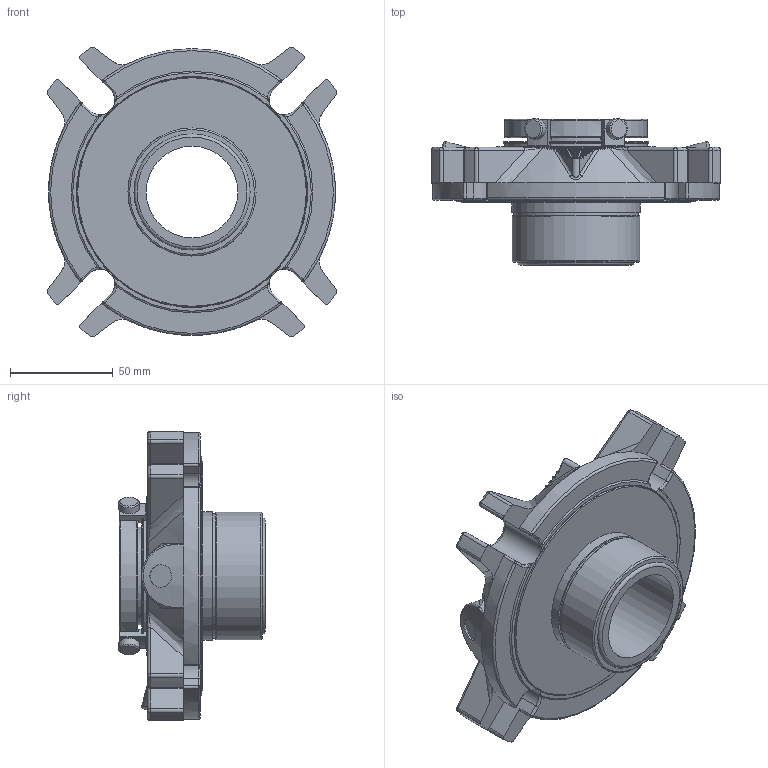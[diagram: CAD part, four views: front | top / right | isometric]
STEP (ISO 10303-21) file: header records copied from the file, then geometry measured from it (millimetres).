
FILE_DESCRIPTION(/* description */ ('Unknown'),/* implementation_level */ '2;1');
FILE_NAME(/* name */ '1.750 CSSN ANSI SEAL ARRANGEMENT',/* time_stamp */ '2023-05-19T12:27:12+01:00',/* author */ ('Unknown'),/* organization */ ('Unknown'),/* preprocessor_version */ 'ST-DEVELOPER v18.102',/* originating_system */ 'Solid Edge',/* authorisation */ 'Unknown');
FILE_SCHEMA (('AUTOMOTIVE_DESIGN {1 0 10303 214 3 1 1}'));
Length unit declared in the file: millimetre
Products named in the file (1): 1.750
Bounding box: 140.88 x 71.27 x 140.88 mm (x, y, z)
Volume: 413451.4 mm3; surface area: 70828.4 mm2
Topology: 1 solids, 1 shells, 625 faces, 1542 edges, 905 vertices
Faces by surface type: cylinder 208, plane 154, bspline 107, torus 90, sphere 39, cone 27
Full cylindrical faces by diameter (mm): 3.096 x1, 10 x4, 10.998 x3, 44.45 x1, 47.6 x1, 56.388 x1, 60.427 x1, 62.179 x1, 62.23 x1, 69.342 x2, 70.866 x1, 111.125 x1, 111.76 x1
Entity records: 19382 total; most frequent: CARTESIAN_POINT 5717, ORIENTED_EDGE 2870, DIRECTION 2832, EDGE_CURVE 1435, AXIS2_PLACEMENT_3D 1177, VERTEX_POINT 877, EDGE_LOOP 692, FACE_BOUND 692
